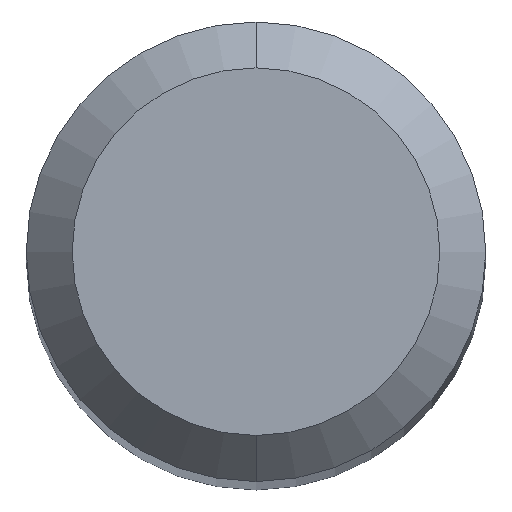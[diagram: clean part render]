
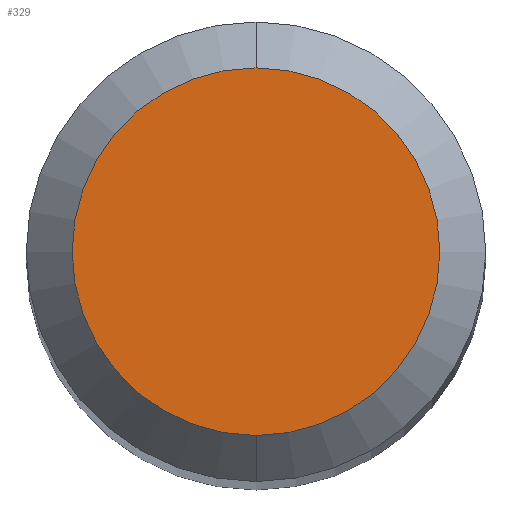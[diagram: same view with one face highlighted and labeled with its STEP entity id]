
A CAD part, top view. The second image highlights one B-rep face of the part: STEP entity #329.
In plain terms, the highlighted planar face has unit normal (0, 0, 1).
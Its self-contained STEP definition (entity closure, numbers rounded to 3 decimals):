
#207=EDGE_CURVE('',#439,#267,#501,.T.);
#237=EDGE_CURVE('',#267,#439,#532,.T.);
#267=VERTEX_POINT('',#566);
#329=ADVANCED_FACE('',(#631),#632,.T.);
#439=VERTEX_POINT('',#758);
#501=CIRCLE('',#884,1.2);
#532=CIRCLE('',#974,1.2);
#566=CARTESIAN_POINT('',(0.0,1.2,30.902));
#631=FACE_OUTER_BOUND('',#1179,.T.);
#632=PLANE('',#1180);
#758=CARTESIAN_POINT('',(0.,-1.2,30.902));
#884=AXIS2_PLACEMENT_3D('',#1466,#1467,#1468);
#974=AXIS2_PLACEMENT_3D('',#1489,#1490,#1491);
#1179=EDGE_LOOP('',(#1590,#1591));
#1180=AXIS2_PLACEMENT_3D('',#1592,#1593,#1594);
#1466=CARTESIAN_POINT('',(0.0,0.0,30.902));
#1467=DIRECTION('',(0.0,0.0,-1.0));
#1468=DIRECTION('',(0.0,1.0,0.0));
#1489=CARTESIAN_POINT('',(0.0,0.0,30.902));
#1490=DIRECTION('',(0.0,0.0,-1.0));
#1491=DIRECTION('',(0.0,1.0,0.0));
#1590=ORIENTED_EDGE('',*,*,#237,.F.);
#1591=ORIENTED_EDGE('',*,*,#207,.F.);
#1592=CARTESIAN_POINT('',(0.0,0.6,30.902));
#1593=DIRECTION('',(-0.0,0.0,1.0));
#1594=DIRECTION('',(0.0,-1.0,0.0));
